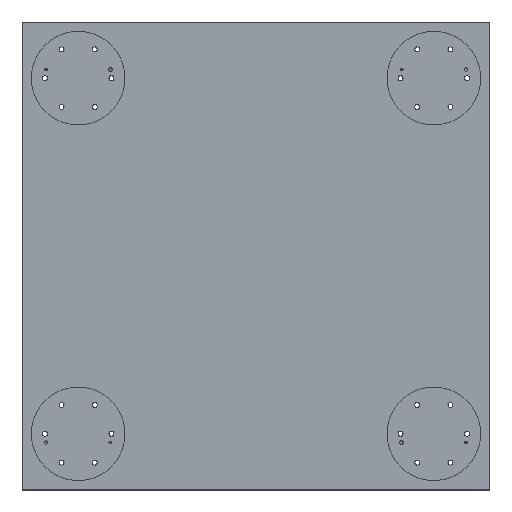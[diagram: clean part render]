
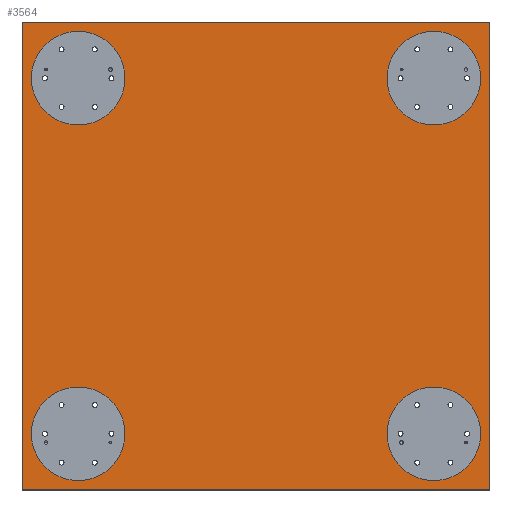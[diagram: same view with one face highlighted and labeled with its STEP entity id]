
A CAD part, top view. The second image highlights one B-rep face of the part: STEP entity #3564.
In plain terms, the highlighted planar face has unit normal (0, 0, 1).
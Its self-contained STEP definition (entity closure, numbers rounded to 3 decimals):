
#4 = VERTEX_POINT ( 'NONE', #305 ) ;
#10 = CARTESIAN_POINT ( 'NONE',  ( -190., 190., 15. ) ) ;
#21 = AXIS2_PLACEMENT_3D ( 'NONE', #1307, #3717, #4020 ) ;
#34 = DIRECTION ( 'NONE',  ( 1., 0., 0. ) ) ;
#73 = CARTESIAN_POINT ( 'NONE',  ( -190., -190., 15. ) ) ;
#94 = ORIENTED_EDGE ( 'NONE', *, *, #2783, .F. ) ;
#116 = VERTEX_POINT ( 'NONE', #3895 ) ;
#129 = ORIENTED_EDGE ( 'NONE', *, *, #886, .T. ) ;
#158 = VERTEX_POINT ( 'NONE', #3967 ) ;
#175 = VERTEX_POINT ( 'NONE', #609 ) ;
#183 = DIRECTION ( 'NONE',  ( 0., -1., 0. ) ) ;
#207 = CIRCLE ( 'NONE', #2006, 50. ) ;
#255 = ORIENTED_EDGE ( 'NONE', *, *, #2994, .F. ) ;
#305 = CARTESIAN_POINT ( 'NONE',  ( -250., 250., 15. ) ) ;
#413 = DIRECTION ( 'NONE',  ( 0., 0., 1. ) ) ;
#515 = AXIS2_PLACEMENT_3D ( 'NONE', #4864, #3316, #3286 ) ;
#525 = CIRCLE ( 'NONE', #3701, 50. ) ;
#609 = CARTESIAN_POINT ( 'NONE',  ( 240., -190., 15. ) ) ;
#636 = CARTESIAN_POINT ( 'NONE',  ( 0., 0., 15. ) ) ;
#663 = DIRECTION ( 'NONE',  ( 0., 0., 1. ) ) ;
#734 = FACE_BOUND ( 'NONE', #5040, .T. ) ;
#757 = CARTESIAN_POINT ( 'NONE',  ( 140., 190., 15. ) ) ;
#766 = VERTEX_POINT ( 'NONE', #2940 ) ;
#780 = VERTEX_POINT ( 'NONE', #4905 ) ;
#790 = ORIENTED_EDGE ( 'NONE', *, *, #2710, .T. ) ;
#867 = AXIS2_PLACEMENT_3D ( 'NONE', #2351, #3901, #2776 ) ;
#886 = EDGE_CURVE ( 'NONE', #158, #4, #1529, .T. ) ;
#983 = EDGE_CURVE ( 'NONE', #766, #116, #525, .T. ) ;
#1039 = EDGE_CURVE ( 'NONE', #4740, #158, #3434, .T. ) ;
#1212 = VERTEX_POINT ( 'NONE', #2025 ) ;
#1214 = EDGE_CURVE ( 'NONE', #3746, #1212, #207, .T. ) ;
#1251 = EDGE_CURVE ( 'NONE', #116, #766, #3059, .T. ) ;
#1295 = ORIENTED_EDGE ( 'NONE', *, *, #1658, .F. ) ;
#1307 = CARTESIAN_POINT ( 'NONE',  ( 190., 190., 15. ) ) ;
#1371 = CARTESIAN_POINT ( 'NONE',  ( -250., -250., 15. ) ) ;
#1437 = DIRECTION ( 'NONE',  ( 1., 0., 0. ) ) ;
#1455 = ORIENTED_EDGE ( 'NONE', *, *, #1214, .F. ) ;
#1474 = PLANE ( 'NONE',  #4017 ) ;
#1515 = DIRECTION ( 'NONE',  ( 1., 0., 0. ) ) ;
#1528 = CIRCLE ( 'NONE', #1846, 50. ) ;
#1529 = LINE ( 'NONE', #1976, #1920 ) ;
#1537 = CARTESIAN_POINT ( 'NONE',  ( 240., 190., 15. ) ) ;
#1551 = ORIENTED_EDGE ( 'NONE', *, *, #983, .F. ) ;
#1658 = EDGE_CURVE ( 'NONE', #1212, #3746, #4276, .T. ) ;
#1665 = CARTESIAN_POINT ( 'NONE',  ( 250., -250., 15. ) ) ;
#1752 = LINE ( 'NONE', #1371, #3459 ) ;
#1830 = ORIENTED_EDGE ( 'NONE', *, *, #3923, .T. ) ;
#1846 = AXIS2_PLACEMENT_3D ( 'NONE', #5001, #4153, #1515 ) ;
#1920 = VECTOR ( 'NONE', #4627, 1000. ) ;
#1949 = DIRECTION ( 'NONE',  ( 0., 0., 1. ) ) ;
#1976 = CARTESIAN_POINT ( 'NONE',  ( -250., 250., 15. ) ) ;
#1985 = CARTESIAN_POINT ( 'NONE',  ( -250., -250., 15. ) ) ;
#2006 = AXIS2_PLACEMENT_3D ( 'NONE', #4696, #1949, #2446 ) ;
#2025 = CARTESIAN_POINT ( 'NONE',  ( -140., -190., 15. ) ) ;
#2091 = VECTOR ( 'NONE', #1437, 1000. ) ;
#2185 = DIRECTION ( 'NONE',  ( 0., 0., -1. ) ) ;
#2190 = DIRECTION ( 'NONE',  ( 0., 1., 0. ) ) ;
#2220 = LINE ( 'NONE', #3876, #2091 ) ;
#2249 = CIRCLE ( 'NONE', #3144, 50. ) ;
#2287 = FACE_OUTER_BOUND ( 'NONE', #3883, .T. ) ;
#2329 = VECTOR ( 'NONE', #2190, 1000. ) ;
#2351 = CARTESIAN_POINT ( 'NONE',  ( -190., 190., 15. ) ) ;
#2390 = DIRECTION ( 'NONE',  ( 0., 0., 1. ) ) ;
#2410 = AXIS2_PLACEMENT_3D ( 'NONE', #73, #2390, #4763 ) ;
#2446 = DIRECTION ( 'NONE',  ( 1., 0., 0. ) ) ;
#2710 = EDGE_CURVE ( 'NONE', #5036, #4740, #2220, .T. ) ;
#2776 = DIRECTION ( 'NONE',  ( 1., 0., 0. ) ) ;
#2783 = EDGE_CURVE ( 'NONE', #780, #175, #1528, .T. ) ;
#2940 = CARTESIAN_POINT ( 'NONE',  ( -140., 190., 15. ) ) ;
#2943 = CARTESIAN_POINT ( 'NONE',  ( 250., -250., 15. ) ) ;
#2994 = EDGE_CURVE ( 'NONE', #5019, #3750, #3682, .T. ) ;
#3005 = DIRECTION ( 'NONE',  ( 1., 0., 0. ) ) ;
#3006 = EDGE_LOOP ( 'NONE', ( #255, #3620 ) ) ;
#3059 = CIRCLE ( 'NONE', #867, 50. ) ;
#3081 = EDGE_CURVE ( 'NONE', #3750, #5019, #4415, .T. ) ;
#3144 = AXIS2_PLACEMENT_3D ( 'NONE', #3390, #663, #3005 ) ;
#3286 = DIRECTION ( 'NONE',  ( 1., 0., 0. ) ) ;
#3316 = DIRECTION ( 'NONE',  ( 0., 0., 1. ) ) ;
#3390 = CARTESIAN_POINT ( 'NONE',  ( 190., -190., 15. ) ) ;
#3434 = LINE ( 'NONE', #2943, #2329 ) ;
#3459 = VECTOR ( 'NONE', #183, 1000. ) ;
#3521 = ORIENTED_EDGE ( 'NONE', *, *, #1039, .T. ) ;
#3564 = ADVANCED_FACE ( 'NONE', ( #4940, #4118, #734, #4880, #2287 ), #1474, .F. ) ;
#3620 = ORIENTED_EDGE ( 'NONE', *, *, #3081, .F. ) ;
#3682 = CIRCLE ( 'NONE', #21, 50. ) ;
#3701 = AXIS2_PLACEMENT_3D ( 'NONE', #10, #413, #34 ) ;
#3717 = DIRECTION ( 'NONE',  ( 0., 0., 1. ) ) ;
#3733 = DIRECTION ( 'NONE',  ( -1., 0., 0. ) ) ;
#3746 = VERTEX_POINT ( 'NONE', #3933 ) ;
#3750 = VERTEX_POINT ( 'NONE', #757 ) ;
#3876 = CARTESIAN_POINT ( 'NONE',  ( -250., -250., 15. ) ) ;
#3883 = EDGE_LOOP ( 'NONE', ( #3521, #129, #1830, #790 ) ) ;
#3895 = CARTESIAN_POINT ( 'NONE',  ( -240., 190., 15. ) ) ;
#3901 = DIRECTION ( 'NONE',  ( 0., 0., 1. ) ) ;
#3923 = EDGE_CURVE ( 'NONE', #4, #5036, #1752, .T. ) ;
#3933 = CARTESIAN_POINT ( 'NONE',  ( -240., -190., 15. ) ) ;
#3967 = CARTESIAN_POINT ( 'NONE',  ( 250., 250., 15. ) ) ;
#4017 = AXIS2_PLACEMENT_3D ( 'NONE', #636, #2185, #3733 ) ;
#4020 = DIRECTION ( 'NONE',  ( 1., 0., 0. ) ) ;
#4118 = FACE_BOUND ( 'NONE', #4307, .T. ) ;
#4153 = DIRECTION ( 'NONE',  ( 0., 0., 1. ) ) ;
#4276 = CIRCLE ( 'NONE', #2410, 50. ) ;
#4307 = EDGE_LOOP ( 'NONE', ( #4701, #94 ) ) ;
#4415 = CIRCLE ( 'NONE', #515, 50. ) ;
#4627 = DIRECTION ( 'NONE',  ( -1., 0., 0. ) ) ;
#4696 = CARTESIAN_POINT ( 'NONE',  ( -190., -190., 15. ) ) ;
#4701 = ORIENTED_EDGE ( 'NONE', *, *, #4839, .F. ) ;
#4740 = VERTEX_POINT ( 'NONE', #1665 ) ;
#4763 = DIRECTION ( 'NONE',  ( 1., 0., 0. ) ) ;
#4833 = ORIENTED_EDGE ( 'NONE', *, *, #1251, .F. ) ;
#4839 = EDGE_CURVE ( 'NONE', #175, #780, #2249, .T. ) ;
#4864 = CARTESIAN_POINT ( 'NONE',  ( 190., 190., 15. ) ) ;
#4880 = FACE_BOUND ( 'NONE', #3006, .T. ) ;
#4905 = CARTESIAN_POINT ( 'NONE',  ( 140., -190., 15. ) ) ;
#4940 = FACE_BOUND ( 'NONE', #5000, .T. ) ;
#5000 = EDGE_LOOP ( 'NONE', ( #1551, #4833 ) ) ;
#5001 = CARTESIAN_POINT ( 'NONE',  ( 190., -190., 15. ) ) ;
#5019 = VERTEX_POINT ( 'NONE', #1537 ) ;
#5036 = VERTEX_POINT ( 'NONE', #1985 ) ;
#5040 = EDGE_LOOP ( 'NONE', ( #1295, #1455 ) ) ;
